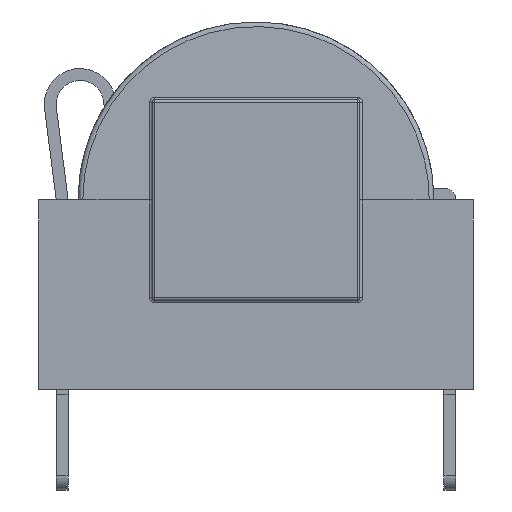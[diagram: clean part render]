
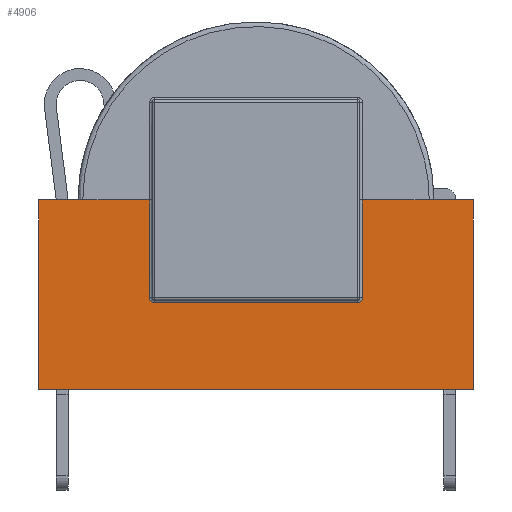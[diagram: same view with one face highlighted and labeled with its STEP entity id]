
A CAD part, front view. The second image highlights one B-rep face of the part: STEP entity #4906.
In plain terms, the highlighted planar face has unit normal (0, -1, 0).
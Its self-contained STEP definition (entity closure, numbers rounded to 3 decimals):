
#305=PLANE('',#5337);
#567=FACE_OUTER_BOUND('',#840,.T.);
#840=EDGE_LOOP('',(#4364,#4365,#4366,#4367,#4368,#4369,#4370,#4371,#4372,
#4373,#4374,#4375));
#1001=CIRCLE('',#5243,0.2);
#1007=CIRCLE('',#5254,0.2);
#1287=LINE('',#7782,#1800);
#1386=LINE('',#8108,#1899);
#1388=LINE('',#8155,#1901);
#1411=LINE('',#8253,#1924);
#1414=LINE('',#8259,#1927);
#1415=LINE('',#8262,#1928);
#1454=LINE('',#9994,#1967);
#1455=LINE('',#9995,#1968);
#1456=LINE('',#9997,#1969);
#1457=LINE('',#9998,#1970);
#1800=VECTOR('',#6024,10.);
#1899=VECTOR('',#6291,10.);
#1901=VECTOR('',#6315,10.);
#1924=VECTOR('',#6402,10.);
#1927=VECTOR('',#6409,10.);
#1928=VECTOR('',#6412,10.);
#1967=VECTOR('',#6543,10.);
#1968=VECTOR('',#6544,10.);
#1969=VECTOR('',#6545,10.);
#1970=VECTOR('',#6546,10.);
#2300=VERTEX_POINT('',#7779);
#2301=VERTEX_POINT('',#7781);
#2402=VERTEX_POINT('',#8101);
#2403=VERTEX_POINT('',#8103);
#2404=VERTEX_POINT('',#8107);
#2412=VERTEX_POINT('',#8149);
#2413=VERTEX_POINT('',#8151);
#2421=VERTEX_POINT('',#8198);
#2432=VERTEX_POINT('',#8258);
#2433=VERTEX_POINT('',#8260);
#2494=VERTEX_POINT('',#9993);
#2495=VERTEX_POINT('',#9996);
#2867=EDGE_CURVE('',#2301,#2300,#1287,.T.);
#3008=EDGE_CURVE('',#2402,#2403,#1001,.T.);
#3010=EDGE_CURVE('',#2404,#2402,#1386,.T.);
#3019=EDGE_CURVE('',#2412,#2413,#1007,.T.);
#3021=EDGE_CURVE('',#2403,#2412,#1388,.T.);
#3061=EDGE_CURVE('',#2413,#2421,#1411,.T.);
#3064=EDGE_CURVE('',#2421,#2432,#1414,.T.);
#3066=EDGE_CURVE('',#2433,#2404,#1415,.T.);
#3148=EDGE_CURVE('',#2494,#2433,#1454,.T.);
#3149=EDGE_CURVE('',#2301,#2494,#1455,.T.);
#3150=EDGE_CURVE('',#2300,#2495,#1456,.T.);
#3151=EDGE_CURVE('',#2432,#2495,#1457,.T.);
#4364=ORIENTED_EDGE('',*,*,#3010,.F.);
#4365=ORIENTED_EDGE('',*,*,#3066,.F.);
#4366=ORIENTED_EDGE('',*,*,#3148,.F.);
#4367=ORIENTED_EDGE('',*,*,#3149,.F.);
#4368=ORIENTED_EDGE('',*,*,#2867,.T.);
#4369=ORIENTED_EDGE('',*,*,#3150,.T.);
#4370=ORIENTED_EDGE('',*,*,#3151,.F.);
#4371=ORIENTED_EDGE('',*,*,#3064,.F.);
#4372=ORIENTED_EDGE('',*,*,#3061,.F.);
#4373=ORIENTED_EDGE('',*,*,#3019,.F.);
#4374=ORIENTED_EDGE('',*,*,#3021,.F.);
#4375=ORIENTED_EDGE('',*,*,#3008,.F.);
#4906=ADVANCED_FACE('',(#567),#305,.T.);
#5243=AXIS2_PLACEMENT_3D('',#8104,#6285,#6286);
#5254=AXIS2_PLACEMENT_3D('',#8152,#6309,#6310);
#5337=AXIS2_PLACEMENT_3D('',#9992,#6541,#6542);
#6024=DIRECTION('',(1.,0.,0.));
#6285=DIRECTION('center_axis',(0.,-1.,0.));
#6286=DIRECTION('ref_axis',(-0.707,0.,-0.707));
#6291=DIRECTION('',(0.,0.,-1.));
#6309=DIRECTION('center_axis',(0.,-1.,0.));
#6310=DIRECTION('ref_axis',(0.707,0.,-0.707));
#6315=DIRECTION('',(1.,0.,0.));
#6402=DIRECTION('',(0.,0.,1.));
#6409=DIRECTION('',(1.,0.,0.));
#6412=DIRECTION('',(1.,0.,0.));
#6541=DIRECTION('center_axis',(0.,-1.,0.));
#6542=DIRECTION('ref_axis',(1.,0.,0.));
#6543=DIRECTION('',(1.,0.,0.));
#6544=DIRECTION('',(0.,0.,1.));
#6545=DIRECTION('',(0.,0.,1.));
#6546=DIRECTION('',(1.,0.,0.));
#7779=CARTESIAN_POINT('',(9.1,-10.26,0.22));
#7781=CARTESIAN_POINT('',(-9.1,-10.26,0.22));
#7782=CARTESIAN_POINT('',(-9.1,-10.26,0.22));
#8101=CARTESIAN_POINT('',(-4.45,-10.26,4.04));
#8103=CARTESIAN_POINT('',(-4.25,-10.26,3.84));
#8104=CARTESIAN_POINT('Origin',(-4.25,-10.26,4.04));
#8107=CARTESIAN_POINT('',(-4.45,-10.26,8.14));
#8108=CARTESIAN_POINT('',(-4.45,-10.26,4.18));
#8149=CARTESIAN_POINT('',(4.25,-10.26,3.84));
#8151=CARTESIAN_POINT('',(4.45,-10.26,4.04));
#8152=CARTESIAN_POINT('Origin',(4.25,-10.26,4.04));
#8155=CARTESIAN_POINT('',(-4.55,-10.26,3.84));
#8198=CARTESIAN_POINT('',(4.45,-10.26,8.14));
#8253=CARTESIAN_POINT('',(4.45,-10.26,4.18));
#8258=CARTESIAN_POINT('',(7.25,-10.26,8.14));
#8259=CARTESIAN_POINT('',(-9.1,-10.26,8.14));
#8260=CARTESIAN_POINT('',(-7.25,-10.26,8.14));
#8262=CARTESIAN_POINT('',(-9.1,-10.26,8.14));
#9992=CARTESIAN_POINT('Origin',(-9.1,-10.26,0.22));
#9993=CARTESIAN_POINT('',(-9.1,-10.26,8.14));
#9994=CARTESIAN_POINT('',(-9.1,-10.26,8.14));
#9995=CARTESIAN_POINT('',(-9.1,-10.26,0.22));
#9996=CARTESIAN_POINT('',(9.1,-10.26,8.14));
#9997=CARTESIAN_POINT('',(9.1,-10.26,0.22));
#9998=CARTESIAN_POINT('',(-9.1,-10.26,8.14));
